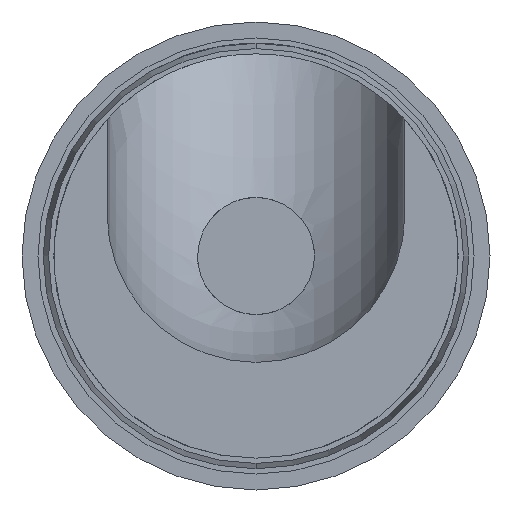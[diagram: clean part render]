
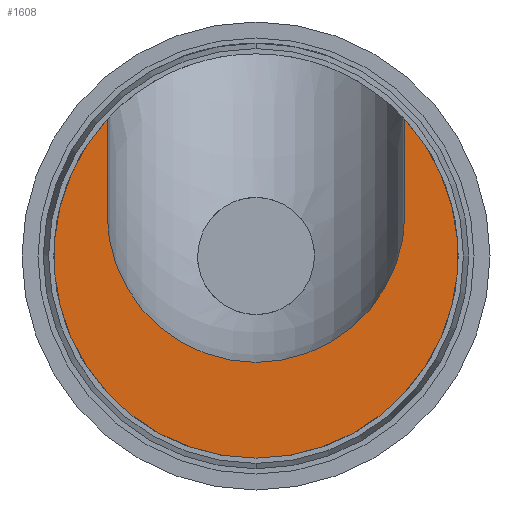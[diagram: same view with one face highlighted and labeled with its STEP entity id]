
A CAD part, front view. The second image highlights one B-rep face of the part: STEP entity #1608.
In plain terms, the highlighted planar face has unit normal (0, -1, 0).
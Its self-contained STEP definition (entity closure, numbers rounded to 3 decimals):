
#6 = CARTESIAN_POINT ( 'NONE',  ( -0.7, -35., 0.642 ) ) ;
#29 = AXIS2_PLACEMENT_3D ( 'NONE', #1843, #46, #341 ) ;
#46 = DIRECTION ( 'NONE',  ( 0., 1., 0. ) ) ;
#129 = ORIENTED_EDGE ( 'NONE', *, *, #3489, .F. ) ;
#154 = DIRECTION ( 'NONE',  ( 0., 0., 1. ) ) ;
#241 = DIRECTION ( 'NONE',  ( 0., 1., 0. ) ) ;
#255 = PLANE ( 'NONE',  #961 ) ;
#341 = DIRECTION ( 'NONE',  ( 0., 0., 1. ) ) ;
#502 = CARTESIAN_POINT ( 'NONE',  ( 0.7, -35., 0.2 ) ) ;
#571 = LINE ( 'NONE', #2218, #2735 ) ;
#583 = DIRECTION ( 'NONE',  ( 0., 0., -1. ) ) ;
#646 = ORIENTED_EDGE ( 'NONE', *, *, #3336, .T. ) ;
#726 = DIRECTION ( 'NONE',  ( 0., 0., -1. ) ) ;
#835 = DIRECTION ( 'NONE',  ( 0., 0., 1. ) ) ;
#846 = DIRECTION ( 'NONE',  ( 0., 1., 0. ) ) ;
#873 = CARTESIAN_POINT ( 'NONE',  ( 0., -35., 0. ) ) ;
#942 = EDGE_CURVE ( 'Defeature ausgef�hrt2_16+Defeature ausgef�hrt2_13+Defeature ausgef�hrt2_15+Defeature ausgef�hrt2_14', #3267, #1583, #1236, .T. ) ;
#956 = ORIENTED_EDGE ( 'NONE', *, *, #1834, .F. ) ;
#961 = AXIS2_PLACEMENT_3D ( 'NONE', #1438, #241, #835 ) ;
#1000 = CARTESIAN_POINT ( 'NONE',  ( 0., -35., -0.5 ) ) ;
#1046 = VERTEX_POINT ( 'NONE', #1698 ) ;
#1202 = DIRECTION ( 'NONE',  ( 0., -1., 0. ) ) ;
#1236 = CIRCLE ( 'NONE', #1733, 0.7 ) ;
#1277 = AXIS2_PLACEMENT_3D ( 'NONE', #3920, #1202, #583 ) ;
#1291 = ORIENTED_EDGE ( 'NONE', *, *, #942, .F. ) ;
#1321 = CIRCLE ( 'NONE', #2671, 0.95 ) ;
#1369 = CIRCLE ( 'NONE', #1277, 0.7 ) ;
#1435 = ORIENTED_EDGE ( 'NONE', *, *, #2589, .F. ) ;
#1438 = CARTESIAN_POINT ( 'NONE',  ( 0.95, -35., 0. ) ) ;
#1583 = VERTEX_POINT ( 'NONE', #502 ) ;
#1608 = ADVANCED_FACE ( 'Defeature ausgef�hrt2_13', ( #2502 ), #255, .F. ) ;
#1626 = DIRECTION ( 'NONE',  ( 0., -1., 0. ) ) ;
#1698 = CARTESIAN_POINT ( 'NONE',  ( 0., -35., -0.95 ) ) ;
#1706 = VECTOR ( 'NONE', #2688, 1000. ) ;
#1733 = AXIS2_PLACEMENT_3D ( 'NONE', #3421, #1626, #726 ) ;
#1751 = DIRECTION ( 'NONE',  ( 0., 0., 1. ) ) ;
#1786 = ORIENTED_EDGE ( 'NONE', *, *, #3105, .F. ) ;
#1834 = EDGE_CURVE ( 'Defeature ausgef�hrt2_12+Defeature ausgef�hrt2_13+Defeature ausgef�hrt2_14+Defeature ausgef�hrt2_15', #1046, #2672, #2408, .T. ) ;
#1843 = CARTESIAN_POINT ( 'NONE',  ( 0., -35., 0. ) ) ;
#2060 = CARTESIAN_POINT ( 'NONE',  ( -0.7, -35., 0.2 ) ) ;
#2106 = VERTEX_POINT ( 'NONE', #3304 ) ;
#2218 = CARTESIAN_POINT ( 'NONE',  ( -0.7, -35., 0. ) ) ;
#2408 = CIRCLE ( 'NONE', #29, 0.95 ) ;
#2502 = FACE_OUTER_BOUND ( 'NONE', #3054, .T. ) ;
#2511 = VERTEX_POINT ( 'NONE', #2060 ) ;
#2589 = EDGE_CURVE ( 'Defeature ausgef�hrt2_16+Defeature ausgef�hrt2_13+Defeature ausgef�hrt2_15+Defeature ausgef�hrt2_14', #2511, #3267, #1369, .T. ) ;
#2671 = AXIS2_PLACEMENT_3D ( 'NONE', #873, #846, #1751 ) ;
#2672 = VERTEX_POINT ( 'NONE', #6 ) ;
#2688 = DIRECTION ( 'NONE',  ( 0., 0., 1. ) ) ;
#2735 = VECTOR ( 'NONE', #154, 1000. ) ;
#3054 = EDGE_LOOP ( 'NONE', ( #129, #1786, #1291, #1435, #646, #956 ) ) ;
#3105 = EDGE_CURVE ( 'Defeature ausgef�hrt2_14+Defeature ausgef�hrt2_13+Defeature ausgef�hrt2_16+Defeature ausgef�hrt2_12', #1583, #2106, #3743, .T. ) ;
#3267 = VERTEX_POINT ( 'NONE', #1000 ) ;
#3297 = CARTESIAN_POINT ( 'NONE',  ( 0.7, -35., 0.95 ) ) ;
#3304 = CARTESIAN_POINT ( 'NONE',  ( 0.7, -35., 0.642 ) ) ;
#3336 = EDGE_CURVE ( 'Defeature ausgef�hrt2_13+Defeature ausgef�hrt2_15+Defeature ausgef�hrt2_16+Defeature ausgef�hrt2_12', #2511, #2672, #571, .T. ) ;
#3421 = CARTESIAN_POINT ( 'NONE',  ( 0., -35., 0.2 ) ) ;
#3489 = EDGE_CURVE ( 'Defeature ausgef�hrt2_12+Defeature ausgef�hrt2_13+Defeature ausgef�hrt2_14+Defeature ausgef�hrt2_15', #2106, #1046, #1321, .T. ) ;
#3743 = LINE ( 'NONE', #3297, #1706 ) ;
#3920 = CARTESIAN_POINT ( 'NONE',  ( 0., -35., 0.2 ) ) ;
